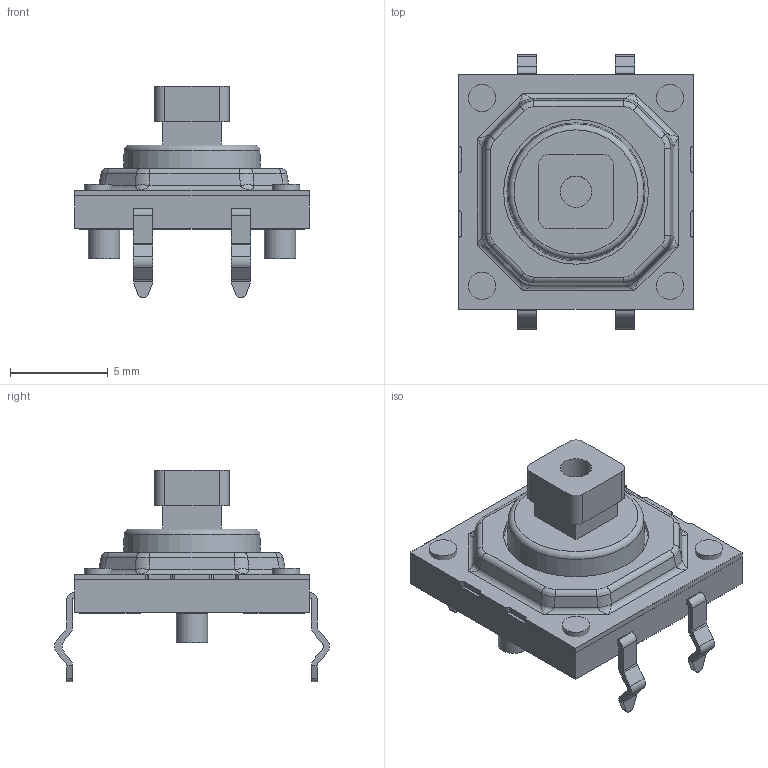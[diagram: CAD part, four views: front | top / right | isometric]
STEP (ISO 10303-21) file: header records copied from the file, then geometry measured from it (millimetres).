
FILE_DESCRIPTION(/* description */ (''),/* implementation_level */ '2;1');
FILE_NAME(/* name */ 'TL6300AF260QP.stp',/* time_stamp */ '2021-12-14T09:19:22-06:00',/* author */ ('mwilliams'),/* organization */ (''),/* preprocessor_version */ 'ST-DEVELOPER v18',/* originating_system */ 'Autodesk Inventor 2020',/* authorisation */ '');
FILE_SCHEMA (('AUTOMOTIVE_DESIGN { 1 0 10303 214 3 1 1 }'));
Length unit declared in the file: inch
Products named in the file (1): P010696_Shrinkwrap_1
Bounding box: 12 x 14.06 x 10.8 mm (x, y, z)
Volume: 406 mm3; surface area: 1011.3 mm2
Topology: 3 solids, 3 shells, 404 faces, 987 edges, 600 vertices
Faces by surface type: plane 165, cylinder 148, bspline 46, torus 21, sphere 15, cone 9
Full cylindrical faces by diameter (mm): 1.2 x8, 1.4 x4, 1.6 x3, 7.4 x1
Entity records: 12644 total; most frequent: CARTESIAN_POINT 3109, DIRECTION 2037, ORIENTED_EDGE 1940, EDGE_CURVE 970, AXIS2_PLACEMENT_3D 754, VERTEX_POINT 600, LINE 529, VECTOR 529
